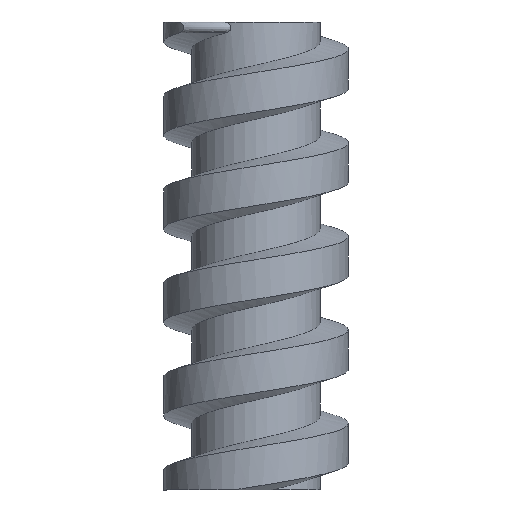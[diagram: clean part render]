
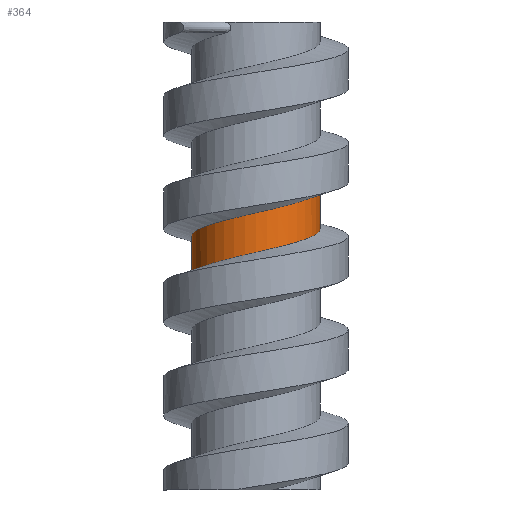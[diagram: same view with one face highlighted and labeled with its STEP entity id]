
A CAD part, left-side view. The second image highlights one B-rep face of the part: STEP entity #364.
In plain terms, the highlighted cylindrical face has radius 3.438 mm (diameter 6.875 mm), a partial arc.
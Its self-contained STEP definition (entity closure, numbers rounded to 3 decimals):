
#11 = VECTOR ( 'NONE', #2725, 1000. ) ;
#49 = DIRECTION ( 'NONE',  ( 0., -1., 0. ) ) ;
#98 = CARTESIAN_POINT ( 'NONE',  ( -0.921, -3.437, 3.348 ) ) ;
#165 = VERTEX_POINT ( 'NONE', #1988 ) ;
#364 = ADVANCED_FACE ( 'NONE', ( #605 ), #949, .T. ) ;
#395 = CARTESIAN_POINT ( 'NONE',  ( -2.516, 2.516, 1.681 ) ) ;
#415 = CARTESIAN_POINT ( 'NONE',  ( -2.977, 1.719, 1.889 ) ) ;
#438 = ORIENTED_EDGE ( 'NONE', *, *, #3502, .F. ) ;
#448 = AXIS2_PLACEMENT_3D ( 'NONE', #3326, #2958, #49 ) ;
#536 = LINE ( 'NONE', #3120, #2250 ) ;
#547 = CARTESIAN_POINT ( 'NONE',  ( -3.437, 0.921, -0.014 ) ) ;
#605 = FACE_OUTER_BOUND ( 'NONE', #850, .T. ) ;
#642 = ORIENTED_EDGE ( 'NONE', *, *, #1193, .T. ) ;
#707 = CARTESIAN_POINT ( 'NONE',  ( 0., 3.438, 1.056 ) ) ;
#751 = ORIENTED_EDGE ( 'NONE', *, *, #1899, .F. ) ;
#850 = EDGE_LOOP ( 'NONE', ( #2978, #438, #642, #751 ) ) ;
#851 = CARTESIAN_POINT ( 'NONE',  ( 0., -3.438, 1.444 ) ) ;
#868 = CARTESIAN_POINT ( 'NONE',  ( -1.719, -2.977, 1.027 ) ) ;
#949 = CYLINDRICAL_SURFACE ( 'NONE', #448, 3.438 ) ;
#976 = CARTESIAN_POINT ( 'NONE',  ( -3.437, 0.921, 2.098 ) ) ;
#1117 = VERTEX_POINT ( 'NONE', #1854 ) ;
#1144 = CARTESIAN_POINT ( 'NONE',  ( -3.438, -0.921, 0.402 ) ) ;
#1180 = CARTESIAN_POINT ( 'NONE',  ( -3.438, 0., 0.194 ) ) ;
#1193 = EDGE_CURVE ( 'NONE', #3082, #1117, #1315, .T. ) ;
#1259 = CARTESIAN_POINT ( 'NONE',  ( 0., -3.438, 1.444 ) ) ;
#1268 = CARTESIAN_POINT ( 'NONE',  ( -3.438, 0., 2.306 ) ) ;
#1283 = CARTESIAN_POINT ( 'NONE',  ( -0.921, 3.438, 1.264 ) ) ;
#1315 = LINE ( 'NONE', #2768, #11 ) ;
#1323 = CARTESIAN_POINT ( 'NONE',  ( -2.516, -2.516, 2.931 ) ) ;
#1719 = CARTESIAN_POINT ( 'NONE',  ( -0.921, 3.437, -0.848 ) ) ;
#1854 = CARTESIAN_POINT ( 'NONE',  ( 0., -3.438, 3.556 ) ) ;
#1859 = CARTESIAN_POINT ( 'NONE',  ( 0., -3.438, 3.556 ) ) ;
#1899 = EDGE_CURVE ( 'NONE', #3378, #1117, #3689, .T. ) ;
#1988 = CARTESIAN_POINT ( 'NONE',  ( 0., 3.438, -1.056 ) ) ;
#2060 = CARTESIAN_POINT ( 'NONE',  ( -2.516, 2.516, -0.431 ) ) ;
#2089 = EDGE_CURVE ( 'NONE', #165, #3378, #536, .T. ) ;
#2109 =( BOUNDED_CURVE ( )  B_SPLINE_CURVE ( 2, ( #851, #3784, #868, #3192, #3549, #1144, #1180, #547, #3803, #2060, #3225, #1719, #3244 ),
 .UNSPECIFIED., .F., .T. ) 
 B_SPLINE_CURVE_WITH_KNOTS ( ( 3, 2, 2, 2, 2, 2, 3 ),
 ( 0.464, 0.476, 0.488, 0.5, 0.512, 0.524, 0.536 ),
 .UNSPECIFIED. ) 
 CURVE ( )  GEOMETRIC_REPRESENTATION_ITEM ( )  RATIONAL_B_SPLINE_CURVE ( ( 1., 0.966, 1., 0.966, 1., 0.966, 1., 0.966, 1., 0.966, 1., 0.966, 1. ) ) 
 REPRESENTATION_ITEM ( '' )  );
#2250 = VECTOR ( 'NONE', #2520, 1000. ) ;
#2421 = CARTESIAN_POINT ( 'NONE',  ( -1.719, -2.977, 3.139 ) ) ;
#2520 = DIRECTION ( 'NONE',  ( 0., 0., 1. ) ) ;
#2529 = CARTESIAN_POINT ( 'NONE',  ( 0., 3.438, 1.056 ) ) ;
#2725 = DIRECTION ( 'NONE',  ( 0., 0., 1. ) ) ;
#2734 = CARTESIAN_POINT ( 'NONE',  ( -1.719, 2.977, 1.473 ) ) ;
#2768 = CARTESIAN_POINT ( 'NONE',  ( 0., -3.437, -12.5 ) ) ;
#2792 = CARTESIAN_POINT ( 'NONE',  ( -2.977, -1.719, 2.723 ) ) ;
#2958 = DIRECTION ( 'NONE',  ( 0., 0., 1. ) ) ;
#2978 = ORIENTED_EDGE ( 'NONE', *, *, #2089, .F. ) ;
#3082 = VERTEX_POINT ( 'NONE', #1259 ) ;
#3083 = CARTESIAN_POINT ( 'NONE',  ( -3.438, -0.921, 2.514 ) ) ;
#3120 = CARTESIAN_POINT ( 'NONE',  ( 0., 3.438, -12.5 ) ) ;
#3192 = CARTESIAN_POINT ( 'NONE',  ( -2.516, -2.516, 0.819 ) ) ;
#3225 = CARTESIAN_POINT ( 'NONE',  ( -1.719, 2.977, -0.639 ) ) ;
#3244 = CARTESIAN_POINT ( 'NONE',  ( 0., 3.438, -1.056 ) ) ;
#3326 = CARTESIAN_POINT ( 'NONE',  ( 0., 0., -12.5 ) ) ;
#3378 = VERTEX_POINT ( 'NONE', #2529 ) ;
#3502 = EDGE_CURVE ( 'NONE', #3082, #165, #2109, .T. ) ;
#3549 = CARTESIAN_POINT ( 'NONE',  ( -2.977, -1.719, 0.611 ) ) ;
#3689 =( BOUNDED_CURVE ( )  B_SPLINE_CURVE ( 2, ( #707, #1283, #2734, #395, #415, #976, #1268, #3083, #2792, #1323, #2421, #98, #1859 ),
 .UNSPECIFIED., .F., .T. ) 
 B_SPLINE_CURVE_WITH_KNOTS ( ( 3, 2, 2, 2, 2, 2, 3 ),
 ( 0.607, 0.619, 0.631, 0.643, 0.655, 0.667, 0.679 ),
 .UNSPECIFIED. ) 
 CURVE ( )  GEOMETRIC_REPRESENTATION_ITEM ( )  RATIONAL_B_SPLINE_CURVE ( ( 1., 0.966, 1., 0.966, 1., 0.966, 1., 0.966, 1., 0.966, 1., 0.966, 1. ) ) 
 REPRESENTATION_ITEM ( '' )  );
#3784 = CARTESIAN_POINT ( 'NONE',  ( -0.921, -3.438, 1.236 ) ) ;
#3803 = CARTESIAN_POINT ( 'NONE',  ( -2.977, 1.719, -0.223 ) ) ;
